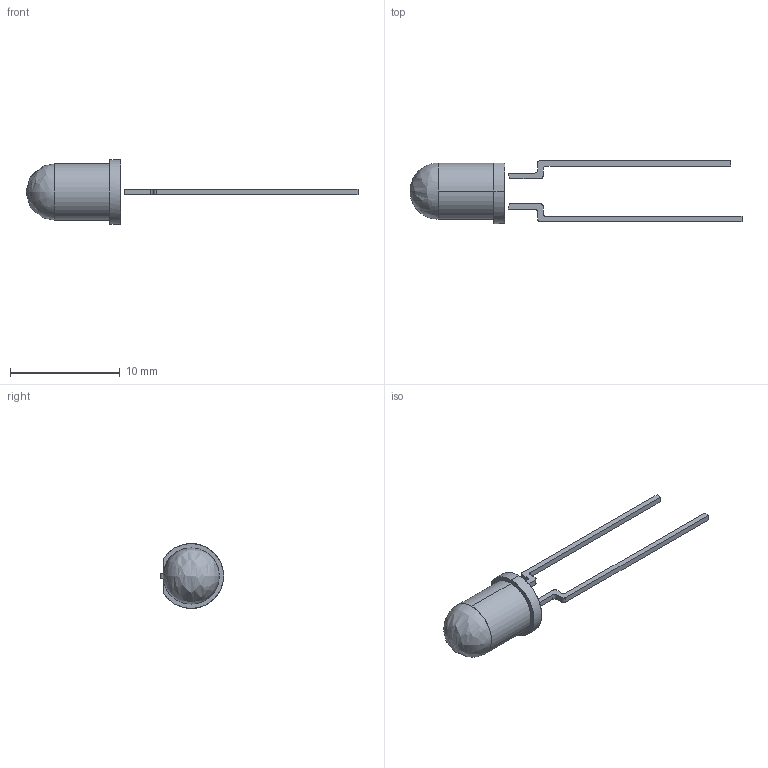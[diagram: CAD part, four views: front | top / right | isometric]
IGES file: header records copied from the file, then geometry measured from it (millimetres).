
Start section: SolidWorks IGES file using analytic representation for surfaces
Global section: file name: VAOL-5LWY4.IGS; native system: SolidWorks 2016; preprocessor: SolidWorks 2016; author: tstoltenburg; date: 170308.144029; units: inch
Bounding box: 30.2 x 5.74 x 5.89 mm (x, y, z)
Surface area: 261.8 mm2 (no closed solid volume)
Topology: 0 solids, 0 shells, 35 faces, 336 edges, 333 vertices
Faces by surface type: bspline 22, revolution 13
